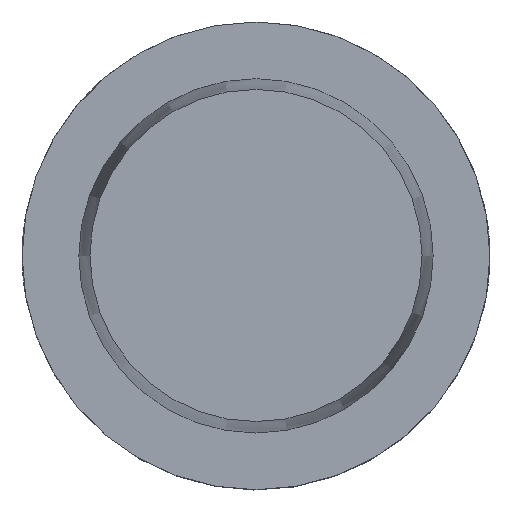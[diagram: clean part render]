
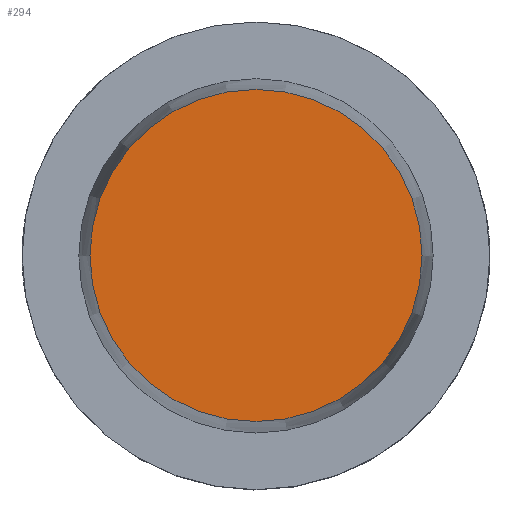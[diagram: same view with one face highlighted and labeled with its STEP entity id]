
A CAD part, top view. The second image highlights one B-rep face of the part: STEP entity #294.
In plain terms, the highlighted planar face has unit normal (0, 0, 1).
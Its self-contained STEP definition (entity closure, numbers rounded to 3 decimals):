
#294=ADVANCED_FACE('240[2]',(#752),#753,.T.);
#551=EDGE_CURVE('240[2]',#1080,#1080,#1081,.T.);
#752=FACE_OUTER_BOUND('',#1381,.T.);
#753=PLANE('',#1382);
#1080=VERTEX_POINT('',#2062);
#1081=CIRCLE('',#2063,35.5);
#1381=EDGE_LOOP('',(#2260));
#1382=AXIS2_PLACEMENT_3D('',#2261,#2262,#2263);
#2062=CARTESIAN_POINT('',(35.5,0.,50.));
#2063=AXIS2_PLACEMENT_3D('',#2662,#2663,#2664);
#2260=ORIENTED_EDGE('',*,*,#551,.F.);
#2261=CARTESIAN_POINT('',(17.75,0.,50.));
#2262=DIRECTION('',(0.,0.,1.0));
#2263=DIRECTION('',(1.0,0.,0.0));
#2662=CARTESIAN_POINT('',(0.,0.,50.));
#2663=DIRECTION('',(0.,0.,-1.0));
#2664=DIRECTION('',(1.0,0.,0.));
